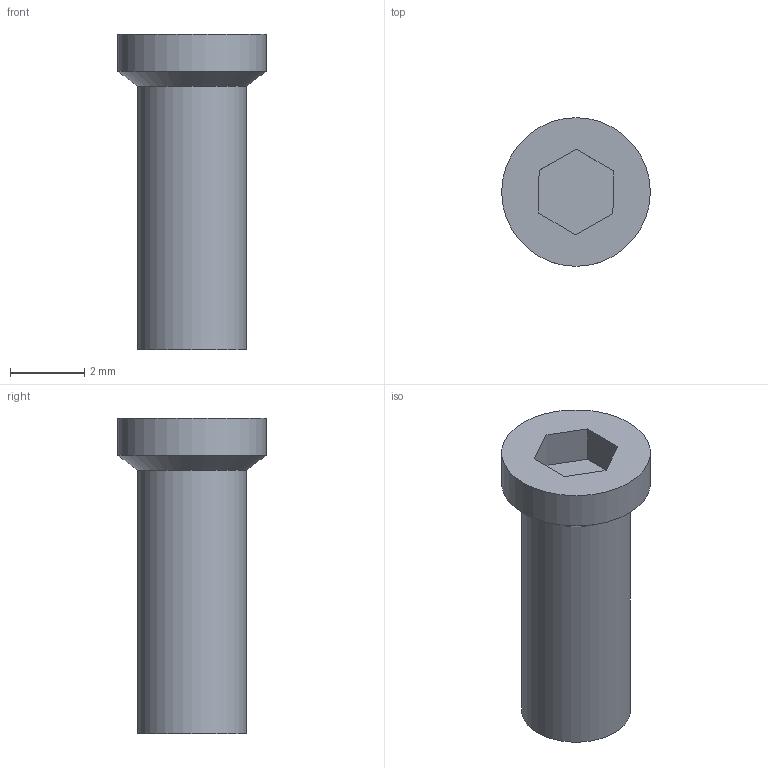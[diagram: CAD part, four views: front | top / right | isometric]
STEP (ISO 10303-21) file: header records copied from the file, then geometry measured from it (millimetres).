
FILE_DESCRIPTION(/* description */ (''),/* implementation_level */ '2;1');
FILE_NAME(/* name */ 'Tornillo M3x7.5 v1.step',/* time_stamp */ '2025-07-14T22:59:35-05:00',/* author */ (''),/* organization */ (''),/* preprocessor_version */ 'ST-DEVELOPER v20.1',/* originating_system */ 'Autodesk Translation Framework v14.10.0.0',/* authorisation */ '');
FILE_SCHEMA (('AUTOMOTIVE_DESIGN { 1 0 10303 214 3 1 1 }'));
Length unit declared in the file: millimetre
Products named in the file (1): Tornillo M3x7.5
Bounding box: 4 x 4 x 8.5 mm (x, y, z)
Volume: 60.7 mm3; surface area: 111.4 mm2
Topology: 1 solids, 1 shells, 12 faces, 26 edges, 17 vertices
Faces by surface type: plane 9, cylinder 2, cone 1
Full cylindrical faces by diameter (mm): 2.927 x1, 4 x1
Entity records: 360 total; most frequent: DIRECTION 57, CARTESIAN_POINT 56, ORIENTED_EDGE 52, EDGE_CURVE 26, LINE 21, VECTOR 21, AXIS2_PLACEMENT_3D 18, VERTEX_POINT 17
